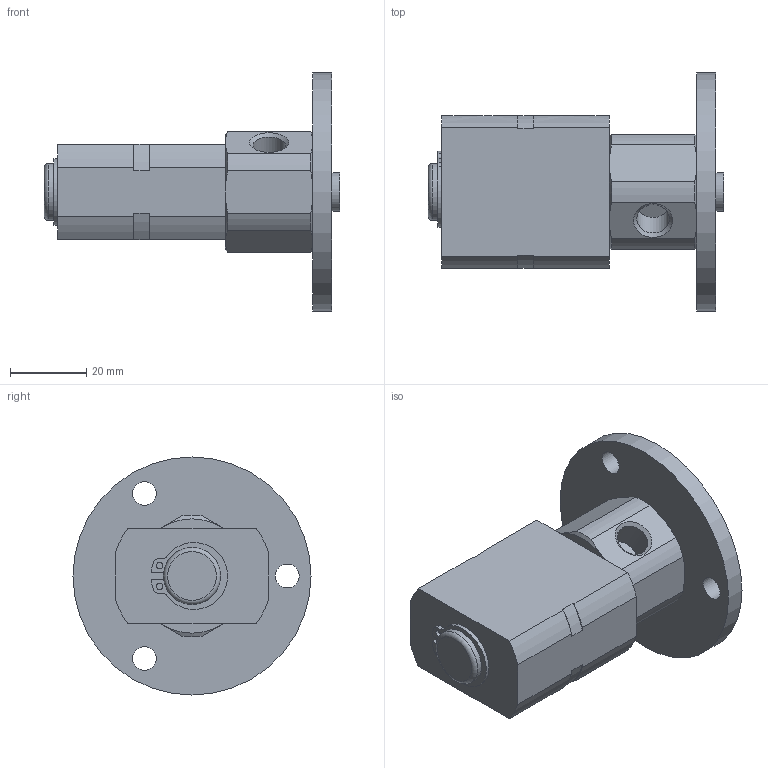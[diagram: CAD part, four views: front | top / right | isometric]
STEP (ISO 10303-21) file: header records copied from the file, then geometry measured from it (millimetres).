
FILE_DESCRIPTION(/* description */ (''),/* implementation_level */ '2;1');
FILE_NAME(/* name */ 'ddfc_18-2.stp',/* time_stamp */ '2018-10-29T14:40:43+01:00',/* author */ ('leitheußer'),/* organization */ (''),/* preprocessor_version */ 'ST-DEVELOPER v15.6',/* originating_system */ 'Autodesk Inventor LT ',/* authorisation */ '');
FILE_SCHEMA (('AUTOMOTIVE_DESIGN { 1 0 10303 214 3 1 1 }'));
Length unit declared in the file: millimetre
Products named in the file (1): FARBO-320
Bounding box: 77.5 x 62.5 x 62.5 mm (x, y, z)
Volume: 71883.6 mm3; surface area: 22430.2 mm2
Topology: 3 solids, 3 shells, 113 faces, 273 edges, 177 vertices
Faces by surface type: cylinder 48, plane 48, cone 16, torus 1
Full cylindrical faces by diameter (mm): 1.7 x2, 6.25 x3, 8.566 x4, 10 x1, 11.445 x4, 14.3 x1, 15 x2, 62.5 x1
Entity records: 3401 total; most frequent: CARTESIAN_POINT 685, DIRECTION 559, ORIENTED_EDGE 492, EDGE_CURVE 246, AXIS2_PLACEMENT_3D 229, VERTEX_POINT 173, EDGE_LOOP 163, FACE_OUTER_BOUND 113
